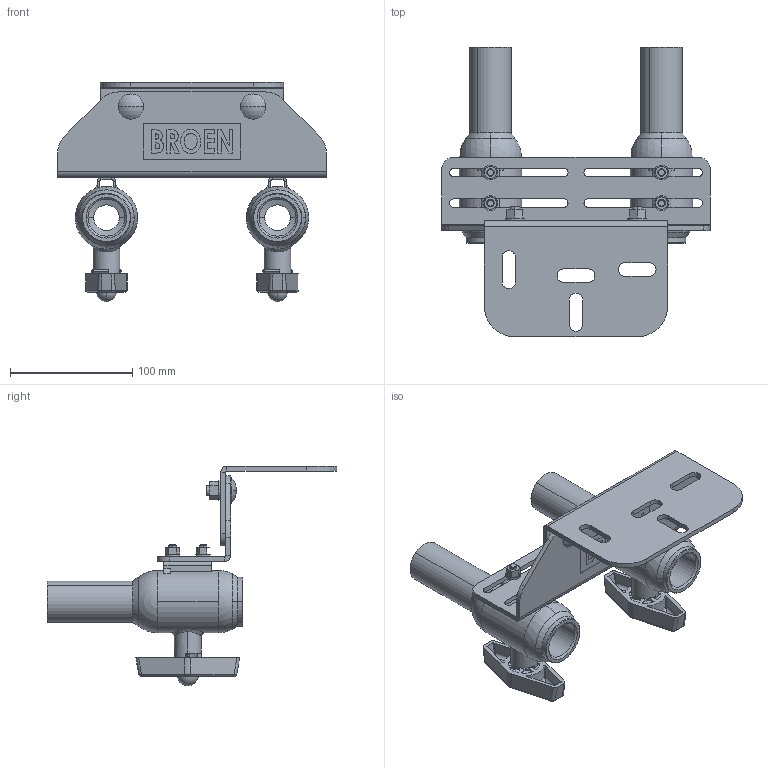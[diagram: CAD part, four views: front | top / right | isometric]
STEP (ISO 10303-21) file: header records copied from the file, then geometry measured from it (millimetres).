
FILE_DESCRIPTION (( 'STEP AP214' ), '1' );
FILE_NAME ('69301025 025.STEP', '2010-10-28T12:54:52', ( 'BROEN A/S' ), ( 'BROEN A/S' ), 'SwSTEP 2.0', 'SolidWorks 2009', '' );
FILE_SCHEMA (( 'AUTOMOTIVE_DESIGN' ));
Length unit declared in the file: millimetre
Products named in the file (1): 69301025 025
Bounding box: 220 x 237.1 x 179.8 mm (x, y, z)
Surface area: 204753.2 mm2 (no closed solid volume)
Topology: 0 solids, 53 shells, 632 faces, 1924 edges, 1275 vertices
Faces by surface type: plane 261, cylinder 190, cone 95, bspline 44, sphere 24, torus 18
Entity records: 38712 total; most frequent: CARTESIAN_POINT 15241, DIRECTION 3458, ORIENTED_EDGE 3128, EDGE_CURVE 1899, AXIS2_PLACEMENT_3D 1311, VERTEX_POINT 1275, VECTOR 836, LINE 836
